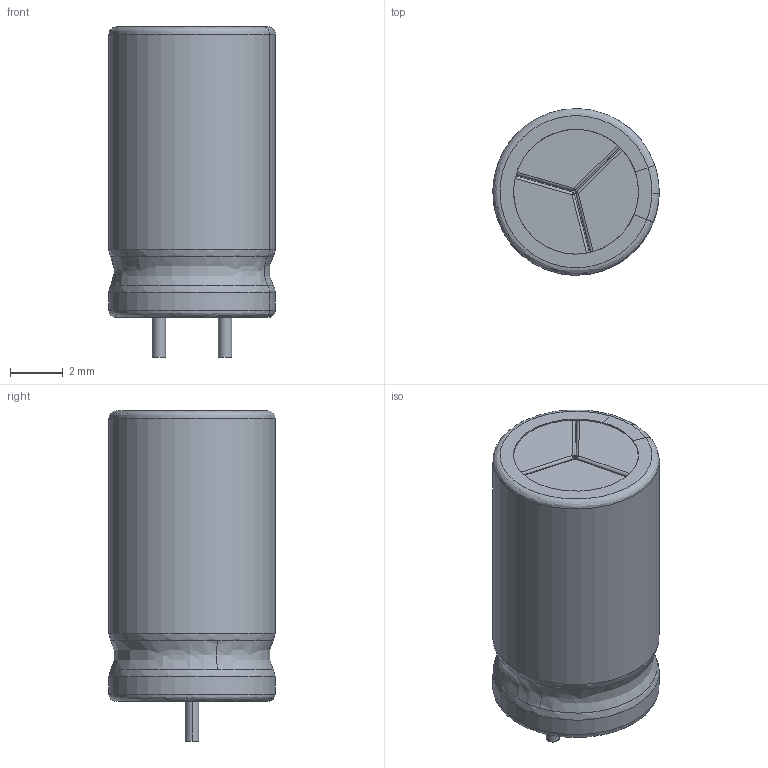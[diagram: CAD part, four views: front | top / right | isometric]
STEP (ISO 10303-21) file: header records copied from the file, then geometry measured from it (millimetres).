
FILE_DESCRIPTION (( 'STEP AP214' ), '1' );
FILE_NAME ('User Library-Cap electrolitic radial 6,3x11.STEP', '2020-04-28T08:16:44', ( '' ), ( '' ), 'SwSTEP 2.0', 'SolidWorks 2019', '' );
FILE_SCHEMA (( 'AUTOMOTIVE_DESIGN' ));
Length unit declared in the file: millimetre
Products named in the file (6): Bottom; User Library-Cap electrolitic radial 6,3x11; Minus; Top; Case; Pins
Assembly tree (5 placements, depth 2):
  User Library-Cap electrolitic radial 6,3x11
    Case
    Minus
    Top
    Pins
    Bottom
Bounding box: 6.3 x 6.3 x 12.5 mm (x, y, z)
Volume: 163.4 mm3; surface area: 543.2 mm2
Topology: 7 solids, 7 shells, 69 faces, 167 edges, 106 vertices
Faces by surface type: cylinder 27, bspline 21, plane 21
Entity records: 3605 total; most frequent: CARTESIAN_POINT 1085, ORIENTED_EDGE 322, DIRECTION 315, EDGE_CURVE 161, AXIS2_PLACEMENT_3D 134, VERTEX_POINT 106, UNCERTAINTY_MEASURE_WITH_UNIT 87, SURFACE_SIDE_STYLE 81
